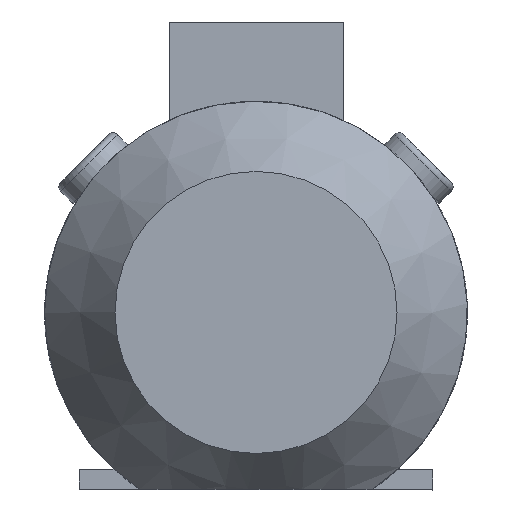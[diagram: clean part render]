
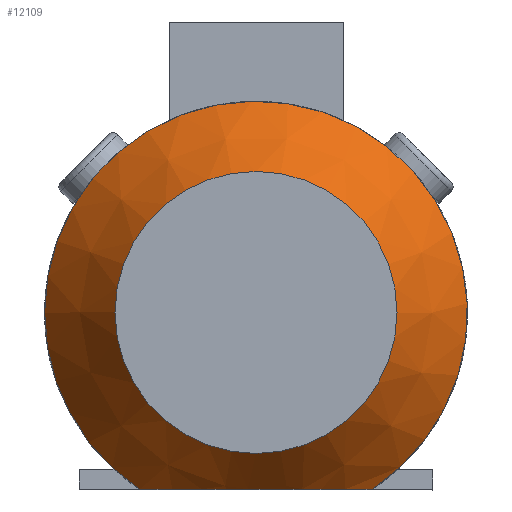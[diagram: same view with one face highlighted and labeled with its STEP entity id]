
A CAD part, top view. The second image highlights one B-rep face of the part: STEP entity #12109.
In plain terms, the highlighted conical face has half-angle 34.452 degrees and reference radius 56.7 mm.
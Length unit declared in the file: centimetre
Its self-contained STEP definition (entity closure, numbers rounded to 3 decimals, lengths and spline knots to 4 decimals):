
#160=(
BOUNDED_CURVE()
B_SPLINE_CURVE(2,(#21775,#21776,#21777),.UNSPECIFIED.,.F.,.F.)
B_SPLINE_CURVE_WITH_KNOTS((3,3),(-37.1711,-14.5439),
 .UNSPECIFIED.)
CURVE()
GEOMETRIC_REPRESENTATION_ITEM()
RATIONAL_B_SPLINE_CURVE((1.714,2.051,1.714))
REPRESENTATION_ITEM('')
);
#403=CONICAL_SURFACE('',#13552,5.67,34.452);
#699=FACE_BOUND('',#3831,.T.);
#2818=FACE_OUTER_BOUND('',#3830,.T.);
#3830=EDGE_LOOP('',(#9743));
#3831=EDGE_LOOP('',(#9744,#9745));
#4726=CIRCLE('',#13553,5.67);
#4727=CIRCLE('',#13554,8.5);
#5647=VERTEX_POINT('',#21773);
#5648=VERTEX_POINT('',#21774);
#5676=VERTEX_POINT('',#21849);
#7025=EDGE_CURVE('',#5647,#5648,#160,.T.);
#7062=EDGE_CURVE('',#5676,#5676,#4726,.T.);
#7063=EDGE_CURVE('',#5647,#5648,#4727,.T.);
#9743=ORIENTED_EDGE('',*,*,#7062,.T.);
#9744=ORIENTED_EDGE('',*,*,#7063,.F.);
#9745=ORIENTED_EDGE('',*,*,#7025,.T.);
#12109=ADVANCED_FACE('',(#2818,#699),#403,.T.);
#13552=AXIS2_PLACEMENT_3D('',#21848,#16606,#16607);
#13553=AXIS2_PLACEMENT_3D('',#21850,#16608,#16609);
#13554=AXIS2_PLACEMENT_3D('',#21851,#16610,#16611);
#16606=DIRECTION('center_axis',(0.,0.,
-1.));
#16607=DIRECTION('ref_axis',(-1.,0.,0.));
#16608=DIRECTION('center_axis',(0.,0.,
-1.));
#16609=DIRECTION('ref_axis',(-1.,0.,0.));
#16610=DIRECTION('center_axis',(0.,0.,
-1.));
#16611=DIRECTION('ref_axis',(-1.,0.,0.));
#21773=CARTESIAN_POINT('',(-4.6762,-7.0981,19.325));
#21774=CARTESIAN_POINT('',(4.6705,-7.1019,19.325));
#21775=CARTESIAN_POINT('Ctrl Pts',(-4.6762,-7.0981,
19.325));
#21776=CARTESIAN_POINT('Ctrl Pts',(-0.0028,-7.1,
23.0702));
#21777=CARTESIAN_POINT('Ctrl Pts',(4.6705,-7.1019,19.325));
#21848=CARTESIAN_POINT('Origin',(0.,0.,
23.45));
#21849=CARTESIAN_POINT('',(-5.67,0.0023,23.45));
#21850=CARTESIAN_POINT('Origin',(0.,0.,
23.45));
#21851=CARTESIAN_POINT('Origin',(0.,0.,
19.325));
